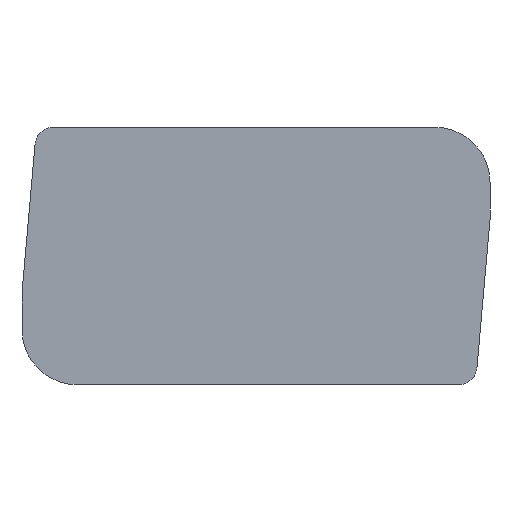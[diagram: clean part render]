
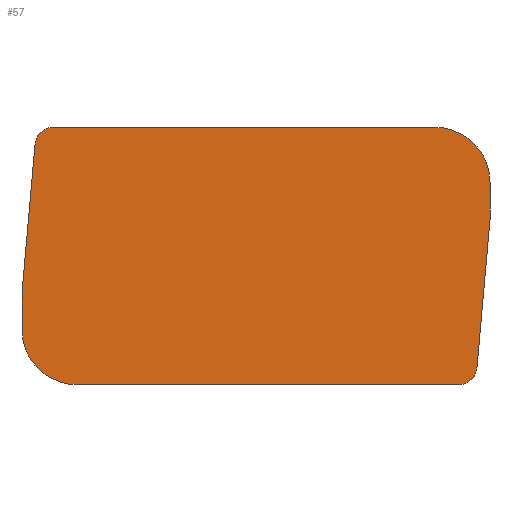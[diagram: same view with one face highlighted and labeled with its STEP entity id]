
A CAD part, top view. The second image highlights one B-rep face of the part: STEP entity #57.
In plain terms, the highlighted planar face has unit normal (0, 0, 1).
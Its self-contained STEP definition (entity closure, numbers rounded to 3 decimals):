
#38=CIRCLE('',#246,1.);
#40=CIRCLE('',#251,3.);
#42=CIRCLE('',#255,1.);
#44=CIRCLE('',#260,3.);
#57=ADVANCED_FACE('',(#77),#65,.T.);
#65=PLANE('',#264);
#77=FACE_OUTER_BOUND('',#89,.T.);
#89=EDGE_LOOP('',(#140,#141,#142,#143,#144,#145,#146,#147,#148,#149));
#140=ORIENTED_EDGE('',*,*,#170,.T.);
#141=ORIENTED_EDGE('',*,*,#174,.T.);
#142=ORIENTED_EDGE('',*,*,#177,.T.);
#143=ORIENTED_EDGE('',*,*,#180,.T.);
#144=ORIENTED_EDGE('',*,*,#183,.T.);
#145=ORIENTED_EDGE('',*,*,#186,.T.);
#146=ORIENTED_EDGE('',*,*,#189,.T.);
#147=ORIENTED_EDGE('',*,*,#192,.T.);
#148=ORIENTED_EDGE('',*,*,#195,.T.);
#149=ORIENTED_EDGE('',*,*,#198,.T.);
#150=VERTEX_POINT('',#331);
#151=VERTEX_POINT('',#332);
#154=VERTEX_POINT('',#340);
#156=VERTEX_POINT('',#346);
#158=VERTEX_POINT('',#352);
#160=VERTEX_POINT('',#358);
#162=VERTEX_POINT('',#364);
#164=VERTEX_POINT('',#370);
#166=VERTEX_POINT('',#376);
#168=VERTEX_POINT('',#382);
#170=EDGE_CURVE('',#150,#151,#200,.T.);
#174=EDGE_CURVE('',#151,#154,#38,.T.);
#177=EDGE_CURVE('',#154,#156,#205,.T.);
#180=EDGE_CURVE('',#156,#158,#208,.T.);
#183=EDGE_CURVE('',#158,#160,#40,.T.);
#186=EDGE_CURVE('',#160,#162,#212,.T.);
#189=EDGE_CURVE('',#162,#164,#42,.T.);
#192=EDGE_CURVE('',#164,#166,#216,.T.);
#195=EDGE_CURVE('',#166,#168,#219,.T.);
#198=EDGE_CURVE('',#168,#150,#44,.T.);
#200=LINE('',#330,#222);
#205=LINE('',#345,#227);
#208=LINE('',#351,#230);
#212=LINE('',#363,#234);
#216=LINE('',#375,#238);
#219=LINE('',#381,#241);
#222=VECTOR('',#267,1.);
#227=VECTOR('',#280,1.);
#230=VECTOR('',#285,1.);
#234=VECTOR('',#297,1.);
#238=VECTOR('',#309,1.);
#241=VECTOR('',#314,1.);
#246=AXIS2_PLACEMENT_3D('',#339,#273,#274);
#251=AXIS2_PLACEMENT_3D('',#357,#290,#291);
#255=AXIS2_PLACEMENT_3D('',#369,#302,#303);
#260=AXIS2_PLACEMENT_3D('',#387,#319,#320);
#264=AXIS2_PLACEMENT_3D('',#391,#327,#328);
#267=DIRECTION('',(1.,0.,0.));
#273=DIRECTION('',(0.,0.,1.));
#274=DIRECTION('',(0.,1.,0.));
#280=DIRECTION('',(0.087,0.996,0.));
#285=DIRECTION('',(0.,1.,0.));
#290=DIRECTION('',(0.,0.,1.));
#291=DIRECTION('',(0.,1.,0.));
#297=DIRECTION('',(-1.,0.,0.));
#302=DIRECTION('',(0.,0.,1.));
#303=DIRECTION('',(0.,1.,0.));
#309=DIRECTION('',(-0.087,-0.996,0.));
#314=DIRECTION('',(0.,-1.,0.));
#319=DIRECTION('',(0.,0.,1.));
#320=DIRECTION('',(0.,1.,0.));
#327=DIRECTION('',(0.,0.,1.));
#328=DIRECTION('',(1.,0.,0.));
#330=CARTESIAN_POINT('',(-9.202,-7.,0.));
#331=CARTESIAN_POINT('',(-9.202,-7.,0.));
#332=CARTESIAN_POINT('',(11.531,-7.,0.));
#339=CARTESIAN_POINT('',(11.531,-6.,0.));
#340=CARTESIAN_POINT('',(12.527,-6.087,0.));
#345=CARTESIAN_POINT('',(12.527,-6.087,0.));
#346=CARTESIAN_POINT('',(13.235,2.,0.));
#351=CARTESIAN_POINT('',(13.235,2.,0.));
#352=CARTESIAN_POINT('',(13.235,4.,0.));
#357=CARTESIAN_POINT('',(10.235,4.,0.));
#358=CARTESIAN_POINT('',(10.235,7.,0.));
#363=CARTESIAN_POINT('',(10.235,7.,0.));
#364=CARTESIAN_POINT('',(-10.498,7.,0.));
#369=CARTESIAN_POINT('',(-10.498,6.,0.));
#370=CARTESIAN_POINT('',(-11.494,6.087,0.));
#375=CARTESIAN_POINT('',(-11.494,6.087,0.));
#376=CARTESIAN_POINT('',(-12.202,-2.,0.));
#381=CARTESIAN_POINT('',(-12.202,-2.,0.));
#382=CARTESIAN_POINT('',(-12.202,-4.,0.));
#387=CARTESIAN_POINT('',(-9.202,-4.,0.));
#391=CARTESIAN_POINT('',(11.531,-6.,0.));
